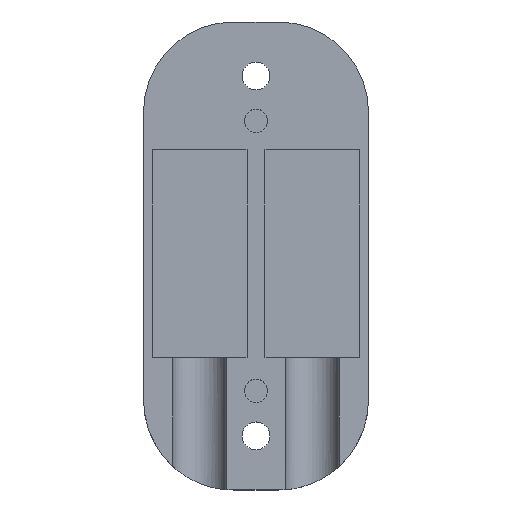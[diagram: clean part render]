
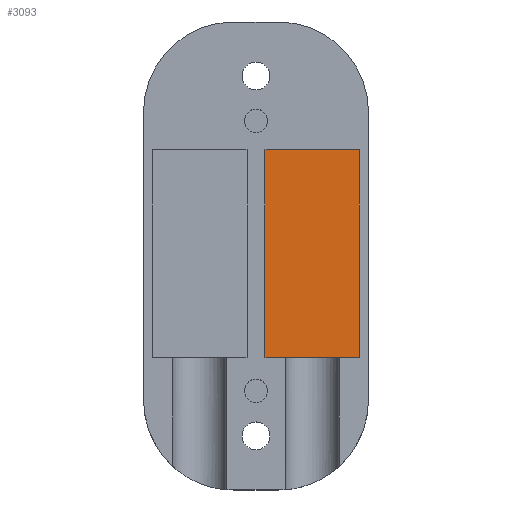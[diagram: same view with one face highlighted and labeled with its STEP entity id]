
A CAD part, top view. The second image highlights one B-rep face of the part: STEP entity #3093.
In plain terms, the highlighted planar face has unit normal (0, 0, 1).
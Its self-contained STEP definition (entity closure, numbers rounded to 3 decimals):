
#1606 = PLANE('',#1607);
#1607 = AXIS2_PLACEMENT_3D('',#1608,#1609,#1610);
#1608 = CARTESIAN_POINT('',(11.5,-11.3,0.));
#1609 = DIRECTION('',(0.,-1.,0.));
#1610 = DIRECTION('',(-1.,0.,0.));
#1634 = PLANE('',#1635);
#1635 = AXIS2_PLACEMENT_3D('',#1636,#1637,#1638);
#1636 = CARTESIAN_POINT('',(1.,-11.3,0.));
#1637 = DIRECTION('',(-1.,0.,0.));
#1638 = DIRECTION('',(0.,1.,0.));
#1662 = PLANE('',#1663);
#1663 = AXIS2_PLACEMENT_3D('',#1664,#1665,#1666);
#1664 = CARTESIAN_POINT('',(1.,11.8,0.));
#1665 = DIRECTION('',(0.,1.,0.));
#1666 = DIRECTION('',(1.,0.,0.));
#1690 = PLANE('',#1691);
#1691 = AXIS2_PLACEMENT_3D('',#1692,#1693,#1694);
#1692 = CARTESIAN_POINT('',(11.5,11.8,0.));
#1693 = DIRECTION('',(1.,0.,0.));
#1694 = DIRECTION('',(0.,-1.,0.));
#1718 = PLANE('',#1719);
#1719 = AXIS2_PLACEMENT_3D('',#1720,#1721,#1722);
#1720 = CARTESIAN_POINT('',(11.5,-11.3,0.));
#1721 = DIRECTION('',(0.,-1.,0.));
#1722 = DIRECTION('',(-1.,0.,0.));
#2417 = VERTEX_POINT('',#2418);
#2418 = CARTESIAN_POINT('',(6.25,-11.3,0.));
#2477 = EDGE_CURVE('',#2478,#2417,#2480,.T.);
#2478 = VERTEX_POINT('',#2479);
#2479 = CARTESIAN_POINT('',(11.5,-11.3,0.));
#2480 = SURFACE_CURVE('',#2481,(#2485,#2492),.PCURVE_S1.);
#2481 = LINE('',#2482,#2483);
#2482 = CARTESIAN_POINT('',(11.5,-11.3,0.));
#2483 = VECTOR('',#2484,1.);
#2484 = DIRECTION('',(-1.,0.,0.));
#2485 = PCURVE('',#1718,#2486);
#2486 = DEFINITIONAL_REPRESENTATION('',(#2487),#2491);
#2487 = LINE('',#2488,#2489);
#2488 = CARTESIAN_POINT('',(0.,-0.));
#2489 = VECTOR('',#2490,1.);
#2490 = DIRECTION('',(1.,0.));
#2491 = ( GEOMETRIC_REPRESENTATION_CONTEXT(2) 
PARAMETRIC_REPRESENTATION_CONTEXT() REPRESENTATION_CONTEXT('2D SPACE',''
  ) );
#2492 = PCURVE('',#2493,#2498);
#2493 = PLANE('',#2494);
#2494 = AXIS2_PLACEMENT_3D('',#2495,#2496,#2497);
#2495 = CARTESIAN_POINT('',(0.,0.,0.));
#2496 = DIRECTION('',(0.,0.,1.));
#2497 = DIRECTION('',(1.,0.,0.));
#2498 = DEFINITIONAL_REPRESENTATION('',(#2499),#2503);
#2499 = LINE('',#2500,#2501);
#2500 = CARTESIAN_POINT('',(11.5,-11.3));
#2501 = VECTOR('',#2502,1.);
#2502 = DIRECTION('',(-1.,-0.));
#2503 = ( GEOMETRIC_REPRESENTATION_CONTEXT(2) 
PARAMETRIC_REPRESENTATION_CONTEXT() REPRESENTATION_CONTEXT('2D SPACE',''
  ) );
#2532 = VERTEX_POINT('',#2533);
#2533 = CARTESIAN_POINT('',(11.5,11.8,0.));
#2556 = EDGE_CURVE('',#2532,#2478,#2557,.T.);
#2557 = SURFACE_CURVE('',#2558,(#2562,#2569),.PCURVE_S1.);
#2558 = LINE('',#2559,#2560);
#2559 = CARTESIAN_POINT('',(11.5,11.8,0.));
#2560 = VECTOR('',#2561,1.);
#2561 = DIRECTION('',(0.,-1.,0.));
#2562 = PCURVE('',#1690,#2563);
#2563 = DEFINITIONAL_REPRESENTATION('',(#2564),#2568);
#2564 = LINE('',#2565,#2566);
#2565 = CARTESIAN_POINT('',(0.,0.));
#2566 = VECTOR('',#2567,1.);
#2567 = DIRECTION('',(1.,0.));
#2568 = ( GEOMETRIC_REPRESENTATION_CONTEXT(2) 
PARAMETRIC_REPRESENTATION_CONTEXT() REPRESENTATION_CONTEXT('2D SPACE',''
  ) );
#2569 = PCURVE('',#2493,#2570);
#2570 = DEFINITIONAL_REPRESENTATION('',(#2571),#2575);
#2571 = LINE('',#2572,#2573);
#2572 = CARTESIAN_POINT('',(11.5,11.8));
#2573 = VECTOR('',#2574,1.);
#2574 = DIRECTION('',(0.,-1.));
#2575 = ( GEOMETRIC_REPRESENTATION_CONTEXT(2) 
PARAMETRIC_REPRESENTATION_CONTEXT() REPRESENTATION_CONTEXT('2D SPACE',''
  ) );
#2581 = VERTEX_POINT('',#2582);
#2582 = CARTESIAN_POINT('',(1.,11.8,0.));
#2605 = EDGE_CURVE('',#2581,#2532,#2606,.T.);
#2606 = SURFACE_CURVE('',#2607,(#2611,#2618),.PCURVE_S1.);
#2607 = LINE('',#2608,#2609);
#2608 = CARTESIAN_POINT('',(1.,11.8,0.));
#2609 = VECTOR('',#2610,1.);
#2610 = DIRECTION('',(1.,0.,0.));
#2611 = PCURVE('',#1662,#2612);
#2612 = DEFINITIONAL_REPRESENTATION('',(#2613),#2617);
#2613 = LINE('',#2614,#2615);
#2614 = CARTESIAN_POINT('',(0.,0.));
#2615 = VECTOR('',#2616,1.);
#2616 = DIRECTION('',(1.,0.));
#2617 = ( GEOMETRIC_REPRESENTATION_CONTEXT(2) 
PARAMETRIC_REPRESENTATION_CONTEXT() REPRESENTATION_CONTEXT('2D SPACE',''
  ) );
#2618 = PCURVE('',#2493,#2619);
#2619 = DEFINITIONAL_REPRESENTATION('',(#2620),#2624);
#2620 = LINE('',#2621,#2622);
#2621 = CARTESIAN_POINT('',(1.,11.8));
#2622 = VECTOR('',#2623,1.);
#2623 = DIRECTION('',(1.,0.));
#2624 = ( GEOMETRIC_REPRESENTATION_CONTEXT(2) 
PARAMETRIC_REPRESENTATION_CONTEXT() REPRESENTATION_CONTEXT('2D SPACE',''
  ) );
#2630 = VERTEX_POINT('',#2631);
#2631 = CARTESIAN_POINT('',(1.,-11.3,0.));
#2654 = EDGE_CURVE('',#2630,#2581,#2655,.T.);
#2655 = SURFACE_CURVE('',#2656,(#2660,#2667),.PCURVE_S1.);
#2656 = LINE('',#2657,#2658);
#2657 = CARTESIAN_POINT('',(1.,-11.3,0.));
#2658 = VECTOR('',#2659,1.);
#2659 = DIRECTION('',(0.,1.,0.));
#2660 = PCURVE('',#1634,#2661);
#2661 = DEFINITIONAL_REPRESENTATION('',(#2662),#2666);
#2662 = LINE('',#2663,#2664);
#2663 = CARTESIAN_POINT('',(0.,0.));
#2664 = VECTOR('',#2665,1.);
#2665 = DIRECTION('',(1.,0.));
#2666 = ( GEOMETRIC_REPRESENTATION_CONTEXT(2) 
PARAMETRIC_REPRESENTATION_CONTEXT() REPRESENTATION_CONTEXT('2D SPACE',''
  ) );
#2667 = PCURVE('',#2493,#2668);
#2668 = DEFINITIONAL_REPRESENTATION('',(#2669),#2673);
#2669 = LINE('',#2670,#2671);
#2670 = CARTESIAN_POINT('',(1.,-11.3));
#2671 = VECTOR('',#2672,1.);
#2672 = DIRECTION('',(0.,1.));
#2673 = ( GEOMETRIC_REPRESENTATION_CONTEXT(2) 
PARAMETRIC_REPRESENTATION_CONTEXT() REPRESENTATION_CONTEXT('2D SPACE',''
  ) );
#2678 = EDGE_CURVE('',#2417,#2630,#2679,.T.);
#2679 = SURFACE_CURVE('',#2680,(#2684,#2691),.PCURVE_S1.);
#2680 = LINE('',#2681,#2682);
#2681 = CARTESIAN_POINT('',(11.5,-11.3,0.));
#2682 = VECTOR('',#2683,1.);
#2683 = DIRECTION('',(-1.,0.,0.));
#2684 = PCURVE('',#1606,#2685);
#2685 = DEFINITIONAL_REPRESENTATION('',(#2686),#2690);
#2686 = LINE('',#2687,#2688);
#2687 = CARTESIAN_POINT('',(0.,-0.));
#2688 = VECTOR('',#2689,1.);
#2689 = DIRECTION('',(1.,0.));
#2690 = ( GEOMETRIC_REPRESENTATION_CONTEXT(2) 
PARAMETRIC_REPRESENTATION_CONTEXT() REPRESENTATION_CONTEXT('2D SPACE',''
  ) );
#2691 = PCURVE('',#2493,#2692);
#2692 = DEFINITIONAL_REPRESENTATION('',(#2693),#2697);
#2693 = LINE('',#2694,#2695);
#2694 = CARTESIAN_POINT('',(11.5,-11.3));
#2695 = VECTOR('',#2696,1.);
#2696 = DIRECTION('',(-1.,-0.));
#2697 = ( GEOMETRIC_REPRESENTATION_CONTEXT(2) 
PARAMETRIC_REPRESENTATION_CONTEXT() REPRESENTATION_CONTEXT('2D SPACE',''
  ) );
#3093 = ADVANCED_FACE('',(#3094),#2493,.T.);
#3094 = FACE_BOUND('',#3095,.T.);
#3095 = EDGE_LOOP('',(#3096,#3097,#3098,#3099,#3100));
#3096 = ORIENTED_EDGE('',*,*,#2605,.F.);
#3097 = ORIENTED_EDGE('',*,*,#2654,.F.);
#3098 = ORIENTED_EDGE('',*,*,#2678,.F.);
#3099 = ORIENTED_EDGE('',*,*,#2477,.F.);
#3100 = ORIENTED_EDGE('',*,*,#2556,.F.);
